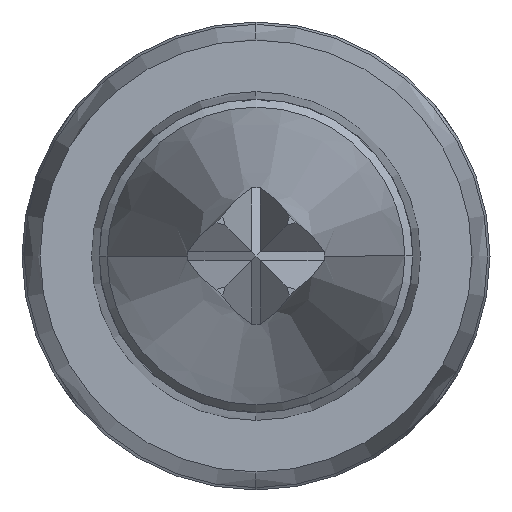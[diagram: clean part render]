
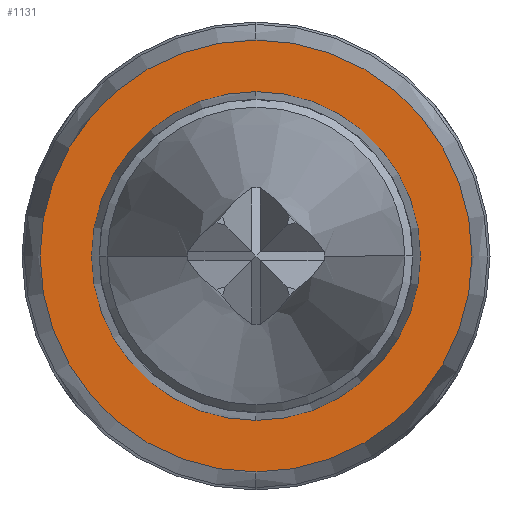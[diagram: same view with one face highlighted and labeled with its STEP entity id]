
A CAD part, left-side view. The second image highlights one B-rep face of the part: STEP entity #1131.
In plain terms, the highlighted planar face has unit normal (-1, 0, 0).
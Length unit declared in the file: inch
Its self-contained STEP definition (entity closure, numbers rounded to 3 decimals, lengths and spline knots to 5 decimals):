
#16 = DIRECTION ( 'NONE',  ( 1., 0., 0. ) ) ;
#20 = DIRECTION ( 'NONE',  ( 0., 0., -1. ) ) ;
#142 = VERTEX_POINT ( 'NONE', #651 ) ;
#152 = EDGE_CURVE ( 'NONE', #897, #1061, #1095, .T. ) ;
#219 = ORIENTED_EDGE ( 'NONE', *, *, #1286, .T. ) ;
#284 = EDGE_LOOP ( 'NONE', ( #792, #1245 ) ) ;
#353 = PLANE ( 'NONE',  #1322 ) ;
#368 = DIRECTION ( 'NONE',  ( -1., 0., 0. ) ) ;
#450 = EDGE_LOOP ( 'NONE', ( #573, #219 ) ) ;
#511 = AXIS2_PLACEMENT_3D ( 'NONE', #1584, #801, #20 ) ;
#540 = FACE_OUTER_BOUND ( 'NONE', #284, .T. ) ;
#573 = ORIENTED_EDGE ( 'NONE', *, *, #707, .T. ) ;
#574 = AXIS2_PLACEMENT_3D ( 'NONE', #1553, #779, #1698 ) ;
#593 = AXIS2_PLACEMENT_3D ( 'NONE', #708, #1635, #851 ) ;
#651 = CARTESIAN_POINT ( 'NONE',  ( 0.46, 0., -0.0189 ) ) ;
#707 = EDGE_CURVE ( 'NONE', #142, #1074, #1000, .T. ) ;
#708 = CARTESIAN_POINT ( 'NONE',  ( 0.46, 0., 0. ) ) ;
#731 = CARTESIAN_POINT ( 'NONE',  ( 0.46, 0., 0.02482 ) ) ;
#772 = AXIS2_PLACEMENT_3D ( 'NONE', #799, #16, #935 ) ;
#779 = DIRECTION ( 'NONE',  ( 1., 0., 0. ) ) ;
#786 = FACE_BOUND ( 'NONE', #450, .T. ) ;
#792 = ORIENTED_EDGE ( 'NONE', *, *, #1538, .F. ) ;
#799 = CARTESIAN_POINT ( 'NONE',  ( 0.46, 0., 0. ) ) ;
#801 = DIRECTION ( 'NONE',  ( 1., 0., 0. ) ) ;
#851 = DIRECTION ( 'NONE',  ( 0., 0., -1. ) ) ;
#897 = VERTEX_POINT ( 'NONE', #731 ) ;
#904 = CIRCLE ( 'NONE', #574, 0.02482 ) ;
#935 = DIRECTION ( 'NONE',  ( 0., 0., -1. ) ) ;
#1000 = CIRCLE ( 'NONE', #593, 0.0189 ) ;
#1061 = VERTEX_POINT ( 'NONE', #1259 ) ;
#1074 = VERTEX_POINT ( 'NONE', #1659 ) ;
#1095 = CIRCLE ( 'NONE', #511, 0.02482 ) ;
#1131 = ADVANCED_FACE ( 'NONE', ( #540, #786 ), #353, .T. ) ;
#1149 = CARTESIAN_POINT ( 'NONE',  ( 0.46, 0.02482, 0. ) ) ;
#1194 = CIRCLE ( 'NONE', #772, 0.0189 ) ;
#1245 = ORIENTED_EDGE ( 'NONE', *, *, #152, .F. ) ;
#1259 = CARTESIAN_POINT ( 'NONE',  ( 0.46, 0., -0.02482 ) ) ;
#1278 = DIRECTION ( 'NONE',  ( 0., 0., 1. ) ) ;
#1286 = EDGE_CURVE ( 'NONE', #1074, #142, #1194, .T. ) ;
#1322 = AXIS2_PLACEMENT_3D ( 'NONE', #1149, #368, #1278 ) ;
#1538 = EDGE_CURVE ( 'NONE', #1061, #897, #904, .T. ) ;
#1553 = CARTESIAN_POINT ( 'NONE',  ( 0.46, 0., 0. ) ) ;
#1584 = CARTESIAN_POINT ( 'NONE',  ( 0.46, 0., 0. ) ) ;
#1635 = DIRECTION ( 'NONE',  ( 1., 0., 0. ) ) ;
#1659 = CARTESIAN_POINT ( 'NONE',  ( 0.46, 0., 0.0189 ) ) ;
#1698 = DIRECTION ( 'NONE',  ( 0., 0., -1. ) ) ;
